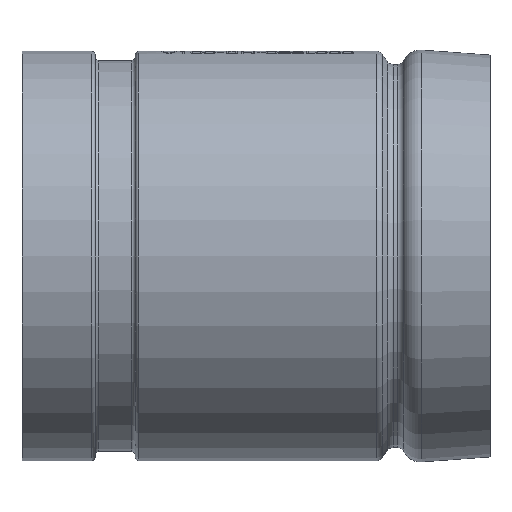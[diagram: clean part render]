
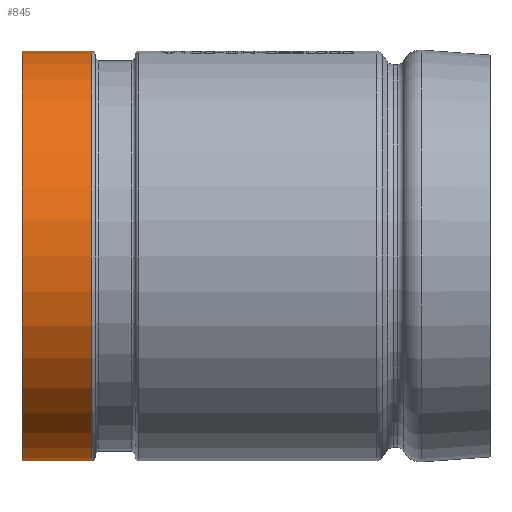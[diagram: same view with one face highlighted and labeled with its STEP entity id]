
A CAD part, front view. The second image highlights one B-rep face of the part: STEP entity #845.
In plain terms, the highlighted cylindrical face has radius 44.45 mm (diameter 88.9 mm), a full revolution.
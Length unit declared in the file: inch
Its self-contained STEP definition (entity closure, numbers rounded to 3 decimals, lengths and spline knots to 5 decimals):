
#195 = CIRCLE ( 'NONE', #3335, 1.75 ) ;
#442 = ORIENTED_EDGE ( 'NONE', *, *, #11817, .T. ) ;
#845 = ADVANCED_FACE ( 'NONE', ( #16378, #8507 ), #3774, .T. ) ;
#1023 = EDGE_CURVE ( 'NONE', #13344, #13344, #8490, .T. ) ;
#1107 = EDGE_LOOP ( 'NONE', ( #4884 ) ) ;
#2244 = VERTEX_POINT ( 'NONE', #13196 ) ;
#2481 = DIRECTION ( 'NONE',  ( 1., 0., 0. ) ) ;
#3085 = CARTESIAN_POINT ( 'NONE',  ( 0.595, 0., 0. ) ) ;
#3335 = AXIS2_PLACEMENT_3D ( 'NONE', #8346, #2481, #18375 ) ;
#3774 = CYLINDRICAL_SURFACE ( 'NONE', #5092, 1.75 ) ;
#4884 = ORIENTED_EDGE ( 'NONE', *, *, #1023, .F. ) ;
#5092 = AXIS2_PLACEMENT_3D ( 'NONE', #15479, #17002, #6712 ) ;
#6712 = DIRECTION ( 'NONE',  ( 0., 1., 0. ) ) ;
#8346 = CARTESIAN_POINT ( 'NONE',  ( 0., 0., 0. ) ) ;
#8490 = CIRCLE ( 'NONE', #17653, 1.75 ) ;
#8507 = FACE_OUTER_BOUND ( 'NONE', #1107, .T. ) ;
#8564 = DIRECTION ( 'NONE',  ( 1., 0., 0. ) ) ;
#11475 = DIRECTION ( 'NONE',  ( 0., -1., 0. ) ) ;
#11817 = EDGE_CURVE ( 'NONE', #2244, #2244, #195, .T. ) ;
#13196 = CARTESIAN_POINT ( 'NONE',  ( 0., 0., -1.75 ) ) ;
#13344 = VERTEX_POINT ( 'NONE', #16991 ) ;
#15479 = CARTESIAN_POINT ( 'NONE',  ( 0.3125, 0., 0. ) ) ;
#16378 = FACE_OUTER_BOUND ( 'NONE', #17261, .T. ) ;
#16991 = CARTESIAN_POINT ( 'NONE',  ( 0.595, -1.75, 0. ) ) ;
#17002 = DIRECTION ( 'NONE',  ( 1., 0., 0. ) ) ;
#17261 = EDGE_LOOP ( 'NONE', ( #442 ) ) ;
#17653 = AXIS2_PLACEMENT_3D ( 'NONE', #3085, #8564, #11475 ) ;
#18375 = DIRECTION ( 'NONE',  ( 0., 0., -1. ) ) ;
